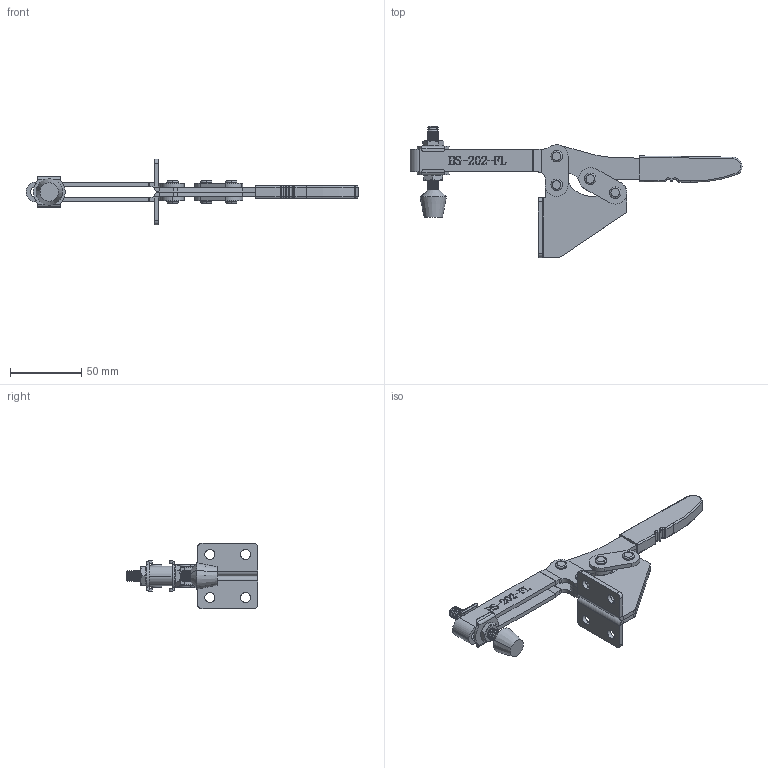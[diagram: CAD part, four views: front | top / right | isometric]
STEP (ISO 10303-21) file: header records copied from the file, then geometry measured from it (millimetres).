
FILE_DESCRIPTION (( 'STEP AP203' ), '1' );
FILE_NAME ('HS-202-FL .STEP', '2019-10-15T07:37:51', ( '微软用户' ), ( '微软中国' ), 'SwSTEP 2.0', 'SolidWorks 2012', '' );
FILE_SCHEMA (( 'CONFIG_CONTROL_DESIGN' ));
Length unit declared in the file: millimetre
Products named in the file (12): HS-202-FL ; hex finished bolt_ai_HFBOLT 0.3125-18x2x2-S; FW-516; hex thin nuts-grades ab-chamfered gb_GB_FASTENER_NUT_STNAB M8-N; 揤輸; 揤參; 种; 忒梟; 忒參; 蟀裝; 楊擘菁釱酘; 楊擘菁釱衵
Assembly tree (17 placements, depth 2):
  HS-202-FL 
    楊擘菁釱衵
    楊擘菁釱酘
    蟀裝  x2
    忒參
    忒梟
    种  x4
    揤參
    揤輸
    hex thin nuts-grades ab-chamfered gb_GB_FASTENER_NUT_STNAB M8-N  x2
    FW-516  x2
    hex finished bolt_ai_HFBOLT 0.3125-18x2x2-S
Bounding box: 232.42 x 92 x 46 mm (x, y, z)
Volume: 60444.7 mm3; surface area: 45234.7 mm2
Topology: 18 solids, 18 shells, 988 faces, 2538 edges, 1614 vertices
Faces by surface type: plane 397, cylinder 248, cone 172, bspline 137, torus 26, sphere 8
Entity records: 35333 total; most frequent: CARTESIAN_POINT 12381, ORIENTED_EDGE 4646, DIRECTION 4245, EDGE_CURVE 2323, VERTEX_POINT 1482, AXIS2_PLACEMENT_3D 1454, VECTOR 1337, LINE 1337
